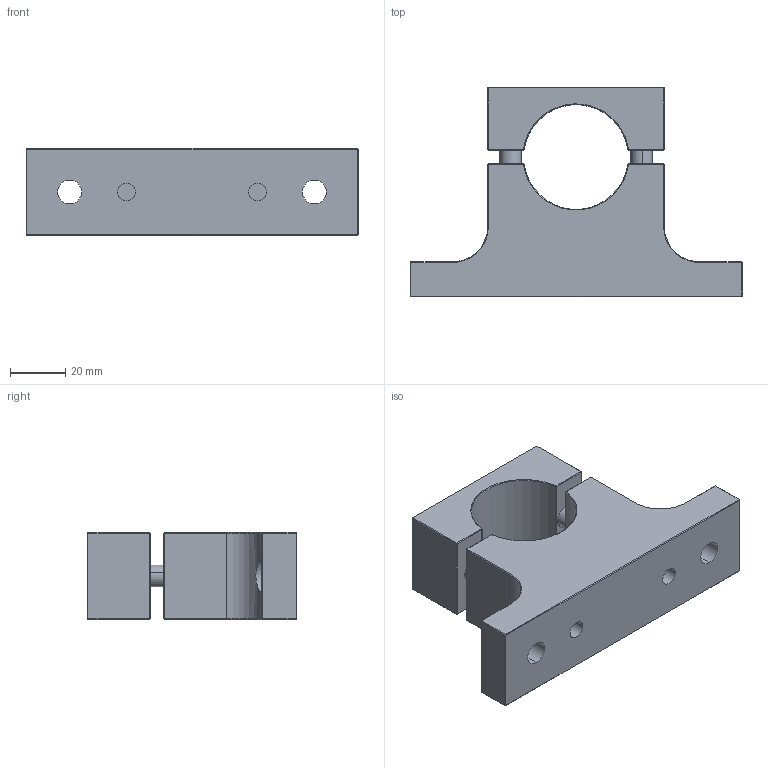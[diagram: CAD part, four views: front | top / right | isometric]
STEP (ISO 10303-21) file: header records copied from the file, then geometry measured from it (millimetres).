
FILE_DESCRIPTION (( 'STEP AP214' ), '1' );
FILE_NAME ('TMSS-24.step', '2017-08-09T17:54:33', ( '' ), ( '' ), 'SwSTEP 2.0', 'SolidWorks 2017', '' );
FILE_SCHEMA (( 'AUTOMOTIVE_DESIGN' ));
Length unit declared in the file: inch
Products named in the file (1): TMSS-24
Bounding box: 120.65 x 76.2 x 31.75 mm (x, y, z)
Volume: 136332.4 mm3; surface area: 31833.7 mm2
Topology: 4 solids, 4 shells, 168 faces, 358 edges, 204 vertices
Faces by surface type: plane 110, cylinder 34, cone 24
Entity records: 8063 total; most frequent: CARTESIAN_POINT 2227, DIRECTION 730, ORIENTED_EDGE 716, EDGE_CURVE 358, LINE 248, VECTOR 248, AXIS2_PLACEMENT_3D 241, VERTEX_POINT 204
